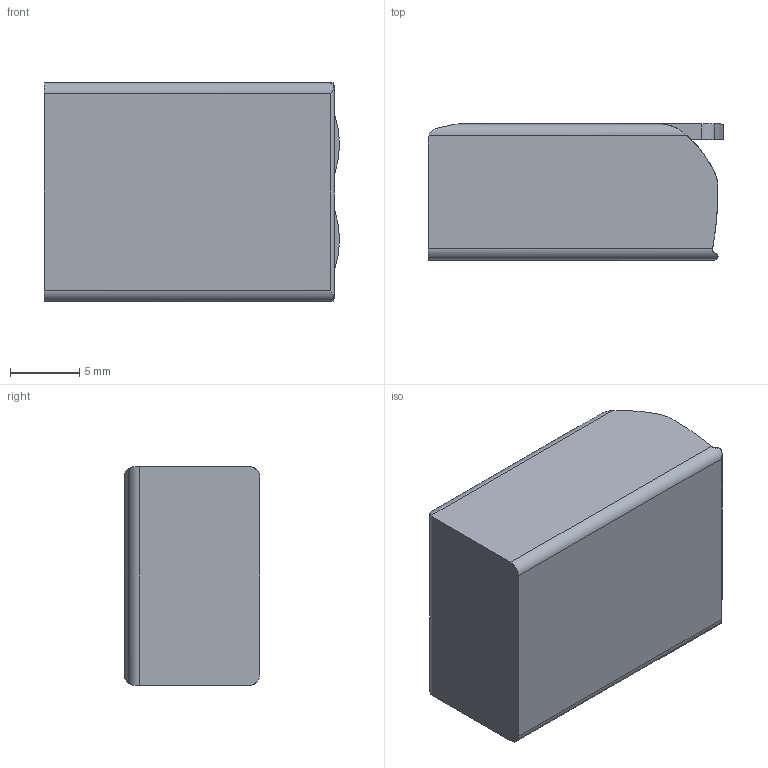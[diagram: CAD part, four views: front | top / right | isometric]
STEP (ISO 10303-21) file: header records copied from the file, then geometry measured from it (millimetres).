
FILE_DESCRIPTION(('HOOPS Exchange Step'),'2;1');
FILE_NAME('export-1CA26FFB-D292-4F2B-833D-B598E555DF37.stp','2023-08-24T14:41:18+02:00',('Engineering'),('Alibre'),'HOOPS Exchange 2021.0','Alibre','Unknown authorisation');
FILE_SCHEMA( ('AP242_MANAGED_MODEL_BASED_3D_ENGINEERING_MIM_LF {1 0 10303 442 1 1 4 }') );
Length unit declared in the file: millimetre
Products named in the file (1): 6329 WAGO Terminal Block 2 wire 221-612 (0.5 tm 6 mm²)
Bounding box: 21.3 x 9.8 x 15.8 mm (x, y, z)
Volume: 2966 mm3; surface area: 1740.7 mm2
Topology: 1 solids, 1 shells, 132 faces, 390 edges, 260 vertices
Faces by surface type: plane 72, cylinder 60
Entity records: 4564 total; most frequent: CARTESIAN_POINT 968, ORIENTED_EDGE 780, DIRECTION 698, EDGE_CURVE 390, VERTEX_POINT 260, VECTOR 238, LINE 238, AXIS2_PLACEMENT_3D 230
